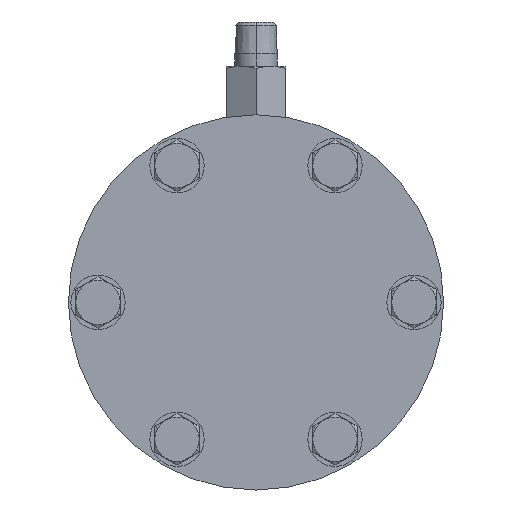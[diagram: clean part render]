
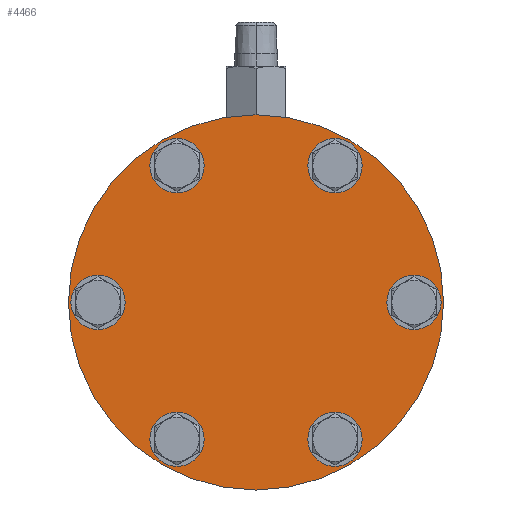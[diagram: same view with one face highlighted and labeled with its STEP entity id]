
A CAD part, front view. The second image highlights one B-rep face of the part: STEP entity #4466.
In plain terms, the highlighted planar face has unit normal (0, -1, 0).
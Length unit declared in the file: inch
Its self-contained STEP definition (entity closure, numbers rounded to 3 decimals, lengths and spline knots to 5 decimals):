
#270=CARTESIAN_POINT('',(0.,-0.481,0.));
#271=DIRECTION('',(0.,-1.,0.));
#272=DIRECTION('',(0.866,0.,-0.5));
#273=AXIS2_PLACEMENT_3D('',#270,#271,#272);
#275=CARTESIAN_POINT('',(0.,-0.481,0.));
#276=DIRECTION('',(0.,-1.,0.));
#277=DIRECTION('',(-0.866,0.,0.5));
#278=AXIS2_PLACEMENT_3D('',#275,#276,#277);
#280=CARTESIAN_POINT('',(1.,-0.481,1.73205));
#281=DIRECTION('',(0.,1.,0.));
#282=DIRECTION('',(-1.,0.,0.));
#283=AXIS2_PLACEMENT_3D('',#280,#281,#282);
#285=CARTESIAN_POINT('',(1.,-0.481,1.73205));
#286=DIRECTION('',(0.,1.,0.));
#287=DIRECTION('',(1.,0.,0.));
#288=AXIS2_PLACEMENT_3D('',#285,#286,#287);
#290=CARTESIAN_POINT('',(-1.,-0.481,1.73205));
#291=DIRECTION('',(0.,1.,0.));
#292=DIRECTION('',(-1.,0.,0.));
#293=AXIS2_PLACEMENT_3D('',#290,#291,#292);
#295=CARTESIAN_POINT('',(-1.,-0.481,1.73205));
#296=DIRECTION('',(0.,1.,0.));
#297=DIRECTION('',(1.,0.,0.));
#298=AXIS2_PLACEMENT_3D('',#295,#296,#297);
#300=CARTESIAN_POINT('',(-2.,-0.481,0.));
#301=DIRECTION('',(0.,1.,0.));
#302=DIRECTION('',(-1.,0.,0.));
#303=AXIS2_PLACEMENT_3D('',#300,#301,#302);
#305=CARTESIAN_POINT('',(-2.,-0.481,0.));
#306=DIRECTION('',(0.,1.,0.));
#307=DIRECTION('',(1.,0.,0.));
#308=AXIS2_PLACEMENT_3D('',#305,#306,#307);
#310=CARTESIAN_POINT('',(-1.,-0.481,-1.73205));
#311=DIRECTION('',(0.,1.,0.));
#312=DIRECTION('',(-1.,0.,0.));
#313=AXIS2_PLACEMENT_3D('',#310,#311,#312);
#315=CARTESIAN_POINT('',(-1.,-0.481,-1.73205));
#316=DIRECTION('',(0.,1.,0.));
#317=DIRECTION('',(1.,0.,0.));
#318=AXIS2_PLACEMENT_3D('',#315,#316,#317);
#320=CARTESIAN_POINT('',(1.,-0.481,-1.73205));
#321=DIRECTION('',(0.,1.,0.));
#322=DIRECTION('',(-1.,0.,0.));
#323=AXIS2_PLACEMENT_3D('',#320,#321,#322);
#325=CARTESIAN_POINT('',(1.,-0.481,-1.73205));
#326=DIRECTION('',(0.,1.,0.));
#327=DIRECTION('',(1.,0.,0.));
#328=AXIS2_PLACEMENT_3D('',#325,#326,#327);
#330=CARTESIAN_POINT('',(2.,-0.481,0.));
#331=DIRECTION('',(0.,1.,0.));
#332=DIRECTION('',(-1.,0.,0.));
#333=AXIS2_PLACEMENT_3D('',#330,#331,#332);
#335=CARTESIAN_POINT('',(2.,-0.481,0.));
#336=DIRECTION('',(0.,1.,0.));
#337=DIRECTION('',(1.,0.,0.));
#338=AXIS2_PLACEMENT_3D('',#335,#336,#337);
#3645=CARTESIAN_POINT('',(2.05681,-0.481,-1.1875));
#3646=CARTESIAN_POINT('',(-2.05681,-0.481,1.1875));
#3647=VERTEX_POINT('',#3645);
#3648=VERTEX_POINT('',#3646);
#3815=CARTESIAN_POINT('',(0.65625,-0.481,1.73205));
#3816=CARTESIAN_POINT('',(1.34375,-0.481,1.73205));
#3817=VERTEX_POINT('',#3815);
#3818=VERTEX_POINT('',#3816);
#3823=CARTESIAN_POINT('',(-1.34375,-0.481,1.73205));
#3824=CARTESIAN_POINT('',(-0.65625,-0.481,1.73205));
#3825=VERTEX_POINT('',#3823);
#3826=VERTEX_POINT('',#3824);
#3831=CARTESIAN_POINT('',(-2.34375,-0.481,0.));
#3832=CARTESIAN_POINT('',(-1.65625,-0.481,0.));
#3833=VERTEX_POINT('',#3831);
#3834=VERTEX_POINT('',#3832);
#3839=CARTESIAN_POINT('',(-1.34375,-0.481,-1.73205));
#3840=CARTESIAN_POINT('',(-0.65625,-0.481,-1.73205));
#3841=VERTEX_POINT('',#3839);
#3842=VERTEX_POINT('',#3840);
#3847=CARTESIAN_POINT('',(0.65625,-0.481,-1.73205));
#3848=CARTESIAN_POINT('',(1.34375,-0.481,-1.73205));
#3849=VERTEX_POINT('',#3847);
#3850=VERTEX_POINT('',#3848);
#3855=CARTESIAN_POINT('',(1.65625,-0.481,0.));
#3856=CARTESIAN_POINT('',(2.34375,-0.481,0.));
#3857=VERTEX_POINT('',#3855);
#3858=VERTEX_POINT('',#3856);
#4421=CARTESIAN_POINT('',(0.,-0.481,0.));
#4422=DIRECTION('',(0.,-1.,0.));
#4423=DIRECTION('',(0.866,0.,-0.5));
#4424=AXIS2_PLACEMENT_3D('',#4421,#4422,#4423);
#4425=PLANE('',#4424);
#4426=ORIENTED_EDGE('',*,*,#4401,.F.);
#4427=ORIENTED_EDGE('',*,*,#4415,.F.);
#4428=EDGE_LOOP('',(#4426,#4427));
#4429=FACE_OUTER_BOUND('',#4428,.F.);
#4431=ORIENTED_EDGE('',*,*,#4430,.F.);
#4433=ORIENTED_EDGE('',*,*,#4432,.F.);
#4434=EDGE_LOOP('',(#4431,#4433));
#4435=FACE_BOUND('',#4434,.F.);
#4437=ORIENTED_EDGE('',*,*,#4436,.F.);
#4439=ORIENTED_EDGE('',*,*,#4438,.F.);
#4440=EDGE_LOOP('',(#4437,#4439));
#4441=FACE_BOUND('',#4440,.F.);
#4443=ORIENTED_EDGE('',*,*,#4442,.F.);
#4445=ORIENTED_EDGE('',*,*,#4444,.F.);
#4446=EDGE_LOOP('',(#4443,#4445));
#4447=FACE_BOUND('',#4446,.F.);
#4449=ORIENTED_EDGE('',*,*,#4448,.F.);
#4451=ORIENTED_EDGE('',*,*,#4450,.F.);
#4452=EDGE_LOOP('',(#4449,#4451));
#4453=FACE_BOUND('',#4452,.F.);
#4455=ORIENTED_EDGE('',*,*,#4454,.F.);
#4457=ORIENTED_EDGE('',*,*,#4456,.F.);
#4458=EDGE_LOOP('',(#4455,#4457));
#4459=FACE_BOUND('',#4458,.F.);
#4461=ORIENTED_EDGE('',*,*,#4460,.F.);
#4463=ORIENTED_EDGE('',*,*,#4462,.F.);
#4464=EDGE_LOOP('',(#4461,#4463));
#4465=FACE_BOUND('',#4464,.F.);
#4466=ADVANCED_FACE('',(#4429,#4435,#4441,#4447,#4453,#4459,#4465),#4425,.T.);
#274=CIRCLE('',#273,2.375);
#279=CIRCLE('',#278,2.375);
#284=CIRCLE('',#283,0.34375);
#289=CIRCLE('',#288,0.34375);
#294=CIRCLE('',#293,0.34375);
#299=CIRCLE('',#298,0.34375);
#304=CIRCLE('',#303,0.34375);
#309=CIRCLE('',#308,0.34375);
#314=CIRCLE('',#313,0.34375);
#319=CIRCLE('',#318,0.34375);
#324=CIRCLE('',#323,0.34375);
#329=CIRCLE('',#328,0.34375);
#334=CIRCLE('',#333,0.34375);
#339=CIRCLE('',#338,0.34375);
#4401=EDGE_CURVE('',#3647,#3648,#274,.T.);
#4415=EDGE_CURVE('',#3648,#3647,#279,.T.);
#4430=EDGE_CURVE('',#3817,#3818,#284,.T.);
#4432=EDGE_CURVE('',#3818,#3817,#289,.T.);
#4436=EDGE_CURVE('',#3825,#3826,#294,.T.);
#4438=EDGE_CURVE('',#3826,#3825,#299,.T.);
#4442=EDGE_CURVE('',#3833,#3834,#304,.T.);
#4444=EDGE_CURVE('',#3834,#3833,#309,.T.);
#4448=EDGE_CURVE('',#3841,#3842,#314,.T.);
#4450=EDGE_CURVE('',#3842,#3841,#319,.T.);
#4454=EDGE_CURVE('',#3849,#3850,#324,.T.);
#4456=EDGE_CURVE('',#3850,#3849,#329,.T.);
#4460=EDGE_CURVE('',#3857,#3858,#334,.T.);
#4462=EDGE_CURVE('',#3858,#3857,#339,.T.);
